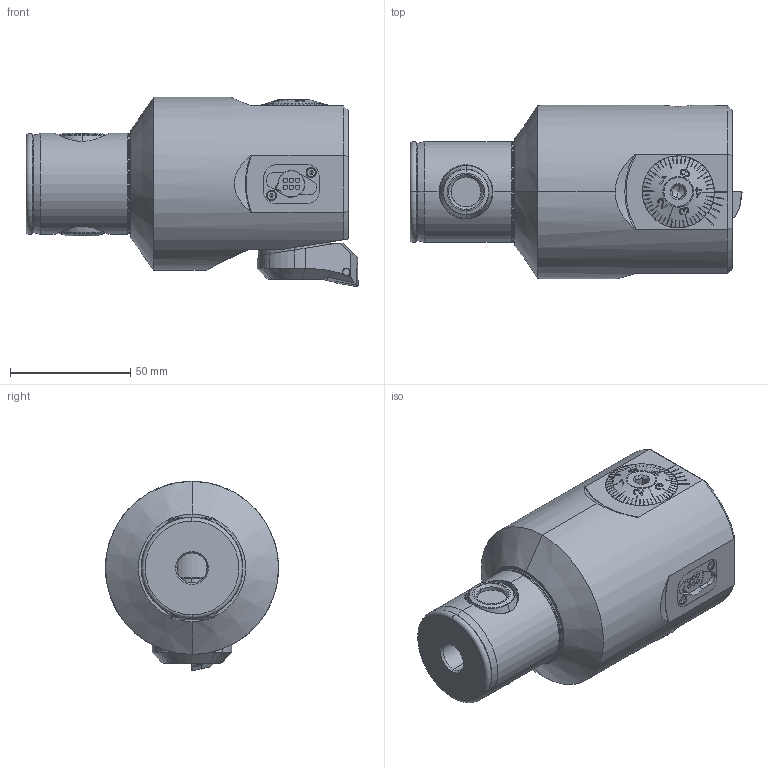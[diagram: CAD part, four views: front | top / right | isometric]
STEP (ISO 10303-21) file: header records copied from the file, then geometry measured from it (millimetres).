
FILE_DESCRIPTION (( 'STEP AP203' ), '1' );
FILE_NAME ('MD6-F72.DA4.088.STEP', '2019-09-05T15:01:29', ( '' ), ( '' ), 'SwSTEP 2.0', 'SolidWorks 2017', '' );
FILE_SCHEMA (( 'CONFIG_CONTROL_DESIGN' ));
Length unit declared in the file: millimetre
Products named in the file (28): F72-BG1.DA3.030_A; WCB-ER2.001.009_A; F72-BG2.014.020_B_mit Gewinde; MD6-F72.DA4.088; DIN 7984 - M10 x 16; F72-BG1.DA4.030; DIN 3771 - 13x1; A55-BG2.011.016_D; Fxx-BG7.DA1.0xx_B_F72; PEF-DA3.010.032_A_F72; F55-WCB.001.013; F55-WCB.001.013_D_fertigbearbeitet; A55-BG3.011.033_A_gek〉zt; Fxx-MAB.xxx.xxx_A_F72; MB63-ER3; ISO 4026 - M10 x 16; DIN 3771 - 18.77x1.78; MB63-BG1; MB63-ER2; DIN 3771 - 25x1.5; ISO 4762 - M2 x 4; CCMT09T304; F55-BG1.012.012_A; A55-BG2.013.005_C; MB63-ER1; Klebstoff D10; MD6-F72.DA3.088_A; A55-BG2.012.006_B
Assembly tree (30 placements, depth 3):
  MD6-F72.DA4.088
    MD6-F72.DA3.088_A
    F72-BG1.DA4.030
      F72-BG1.DA3.030_A
      F55-BG1.012.012_A
      A55-BG2.011.016_D
      A55-BG2.013.005_C
      DIN 3771 - 25x1.5
      A55-BG2.012.006_B
      F72-BG2.014.020_B_mit Gewinde
      Fxx-MAB.xxx.xxx_A_F72
    A55-BG3.011.033_A_gek〉zt
    Klebstoff D10
    WCB-ER2.001.009_A
    DIN 7984 - M10 x 16
    Fxx-BG7.DA1.0xx_B_F72
    ISO 4762 - M2 x 4  x2
    PEF-DA3.010.032_A_F72
    DIN 3771 - 13x1
    ISO 4026 - M10 x 16
    F55-WCB.001.013
      F55-WCB.001.013_D_fertigbearbeitet
      CCMT09T304
      WCB-ER2.001.009_A
    MB63-ER3
    MB63-BG1
      MB63-ER2
      MB63-ER1
      DIN 3771 - 18.77x1.78  x2
Bounding box: 138.08 x 72 x 78.7 mm (x, y, z)
Volume: 391103.9 mm3; surface area: 78556 mm2
Topology: 41 solids, 41 shells, 1271 faces, 3154 edges, 1962 vertices
Faces by surface type: plane 542, cylinder 295, cone 263, torus 116, bspline 51, sphere 4
Entity records: 47404 total; most frequent: CARTESIAN_POINT 16579, ORIENTED_EDGE 5924, DIRECTION 5611, EDGE_CURVE 2962, AXIS2_PLACEMENT_3D 2149, VERTEX_POINT 1865, VECTOR 1313, LINE 1313
